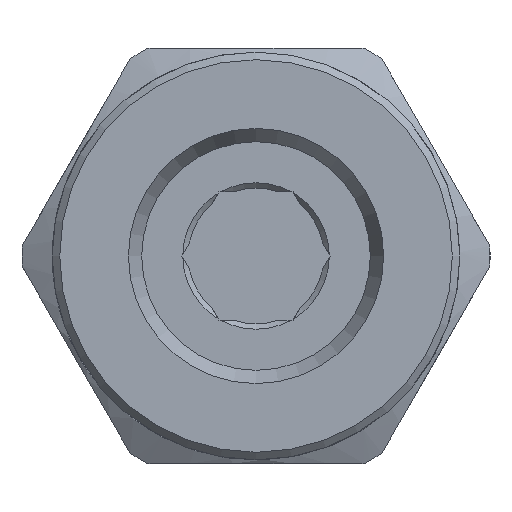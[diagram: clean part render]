
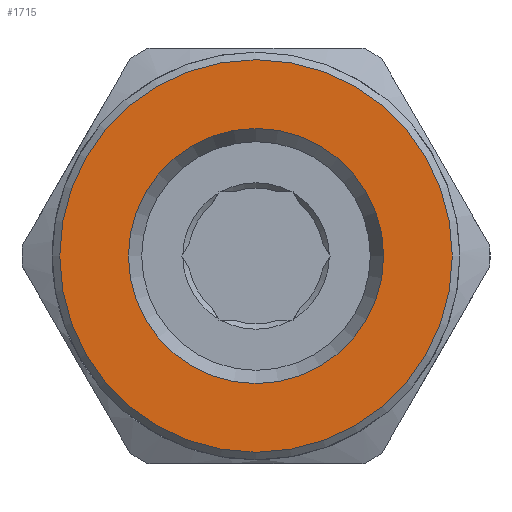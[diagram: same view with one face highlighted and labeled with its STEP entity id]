
A CAD part, left-side view. The second image highlights one B-rep face of the part: STEP entity #1715.
In plain terms, the highlighted planar face has unit normal (-1, 0, 0).
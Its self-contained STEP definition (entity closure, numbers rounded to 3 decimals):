
#483=ORIENTED_EDGE('',*,*,#689,.T.);
#484=ORIENTED_EDGE('',*,*,#691,.T.);
#689=EDGE_CURVE('',#819,#819,#894,.T.);
#691=EDGE_CURVE('',#821,#821,#896,.T.);
#819=VERTEX_POINT('',#2614);
#821=VERTEX_POINT('',#2619);
#894=CIRCLE('',#1839,16.9);
#896=CIRCLE('',#1842,26.);
#986=EDGE_LOOP('',(#483));
#987=EDGE_LOOP('',(#484));
#1084=FACE_BOUND('',#986,.T.);
#1085=FACE_BOUND('',#987,.T.);
#1130=PLANE('',#1843);
#1715=ADVANCED_FACE('',(#1084,#1085),#1130,.T.);
#1839=AXIS2_PLACEMENT_3D('',#2613,#2133,#2134);
#1842=AXIS2_PLACEMENT_3D('',#2618,#2139,#2140);
#1843=AXIS2_PLACEMENT_3D('',#2620,#2141,#2142);
#2133=DIRECTION('',(1.,0.,0.));
#2134=DIRECTION('',(0.,1.,0.));
#2139=DIRECTION('',(-1.,0.,0.));
#2140=DIRECTION('',(0.,-1.,0.));
#2141=DIRECTION('',(-1.,0.,0.));
#2142=DIRECTION('',(0.,-1.,0.));
#2613=CARTESIAN_POINT('',(0.,0.,0.));
#2614=CARTESIAN_POINT('',(0.,16.9,0.));
#2618=CARTESIAN_POINT('',(0.,0.,0.));
#2619=CARTESIAN_POINT('',(0.,-26.,0.));
#2620=CARTESIAN_POINT('',(0.,0.,0.));
